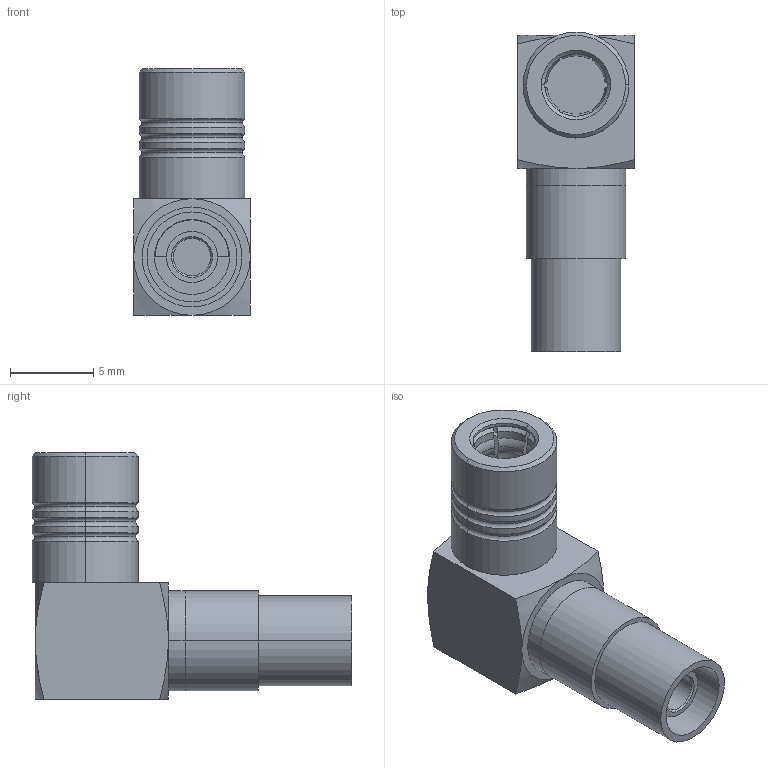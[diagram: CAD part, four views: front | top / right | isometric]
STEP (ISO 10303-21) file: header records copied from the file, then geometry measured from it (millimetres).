
FILE_DESCRIPTION (( 'STEP AP214' ), '1' );
FILE_NAME ('32-105-D3-BD.STEP', '2024-09-06T08:11:50', ( '' ), ( '' ), 'SwSTEP 2.0', 'SolidWorks 2024', '' );
FILE_SCHEMA (( 'AUTOMOTIVE_DESIGN' ));
Length unit declared in the file: millimetre
Products named in the file (1): 32-105-D3-BD
Bounding box: 7 x 19.18 x 14.8 mm (x, y, z)
Surface area: 1049.4 mm2 (no closed solid volume)
Topology: 0 solids, 8 shells, 108 faces, 380 edges, 280 vertices
Faces by surface type: cylinder 32, plane 32, torus 24, cone 20
Entity records: 4259 total; most frequent: CARTESIAN_POINT 1049, DIRECTION 675, ORIENTED_EDGE 597, EDGE_CURVE 380, VERTEX_POINT 280, AXIS2_PLACEMENT_3D 250, VECTOR 175, LINE 175
